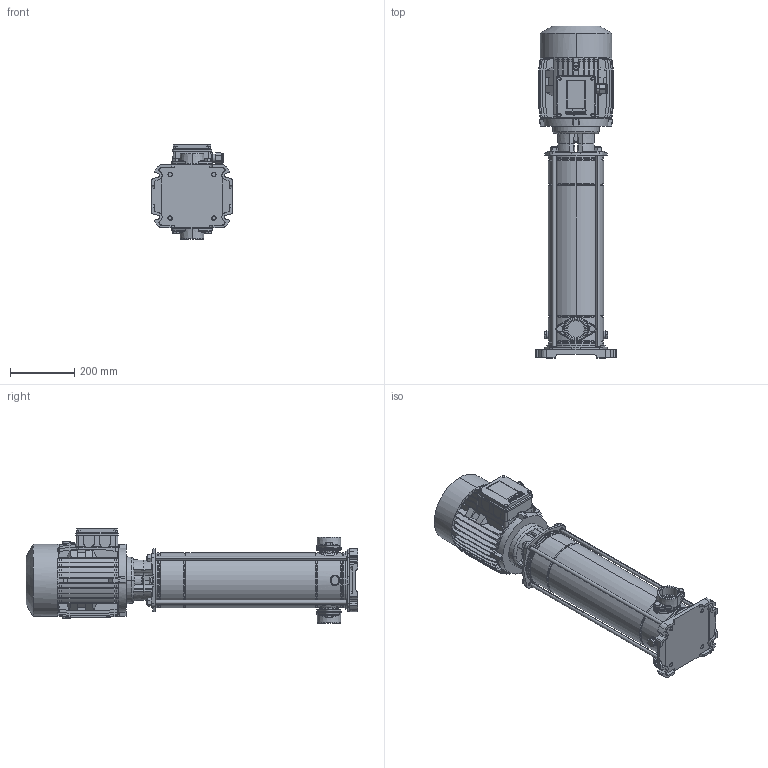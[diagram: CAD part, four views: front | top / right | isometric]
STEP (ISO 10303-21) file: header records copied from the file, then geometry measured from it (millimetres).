
FILE_DESCRIPTION (( 'STEP AP214' ), '1' );
FILE_NAME ('10009906swa01.step', '2022-11-08T10:45:18', ( '' ), ( '' ), 'SwSTEP 2.0', 'SolidWorks 2020', '' );
FILE_SCHEMA (( 'AUTOMOTIVE_DESIGN' ));
Length unit declared in the file: millimetre
Products named in the file (11): 10009805swp00_Default<As Machined>; 3.92.244swp01_Semplificato; 4.92.223swp02_M14 X 645; 3.92.280swp01_2009 Sempl.; 10007434swp00_112 VER; 10007670swn00_M25x1.5; 10008798swn00_OR3243 - 61.6x2.62 - EPDM; 10000016swn00_M12x25 8.8; 4.92.228swp01_C20 ZINCATO; 10009906swa01; 10000006swn00_M14 A2-70
Assembly tree (21 placements, depth 2):
  10009906swa01
    3.92.244swp01_Semplificato
    3.92.280swp01_2009 Sempl.
    4.92.223swp02_M14 X 645  x4
    10009805swp00_Default<As Machined>
    10007434swp00_112 VER
    10007670swn00_M25x1.5
    10000006swn00_M14 A2-70  x4
    10008798swn00_OR3243 - 61.6x2.62 - EPDM  x2
    4.92.228swp01_C20 ZINCATO  x2
    10000016swn00_M12x25 8.8  x4
Bounding box: 250 x 1030.1 x 294.7 mm (x, y, z)
Volume: 28049638.4 mm3; surface area: 1505292.9 mm2
Topology: 29 solids, 30 shells, 2396 faces, 6116 edges, 3855 vertices
Faces by surface type: plane 1265, cone 491, cylinder 368, bspline 204, torus 68
Entity records: 72384 total; most frequent: CARTESIAN_POINT 20861, ORIENTED_EDGE 11000, DIRECTION 9650, EDGE_CURVE 5500, VERTEX_POINT 3528, AXIS2_PLACEMENT_3D 3235, LINE 3180, VECTOR 3180
